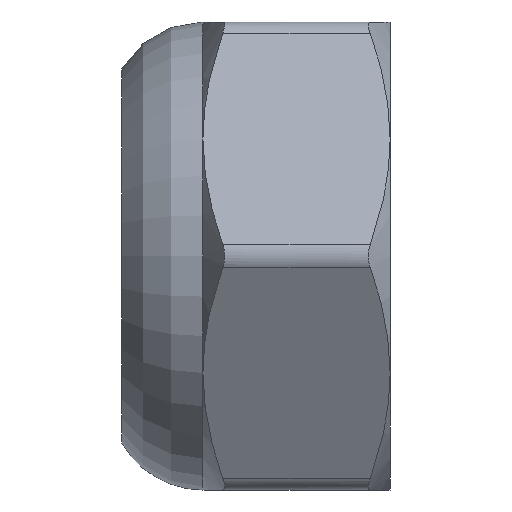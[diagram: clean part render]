
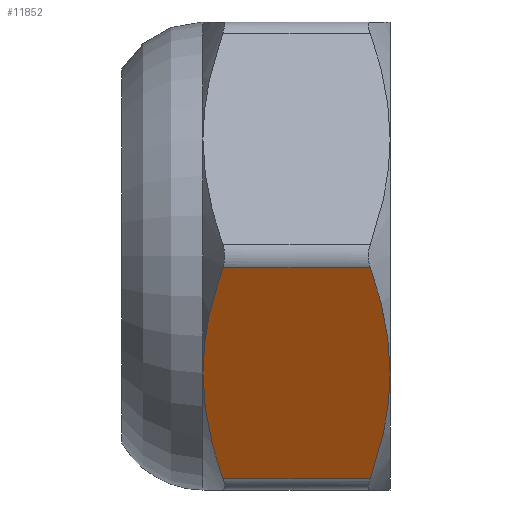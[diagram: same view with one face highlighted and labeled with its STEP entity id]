
A CAD part, left-side view. The second image highlights one B-rep face of the part: STEP entity #11852.
In plain terms, the highlighted planar face has unit normal (-0.866, 0, -0.5).
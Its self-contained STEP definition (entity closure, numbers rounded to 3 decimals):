
#406 = VERTEX_POINT ( 'NONE', #6980 ) ;
#528 = CARTESIAN_POINT ( 'NONE',  ( -3.455, 1.813, -4.016 ) ) ;
#905 = ORIENTED_EDGE ( 'NONE', *, *, #12503, .T. ) ;
#1206 = CARTESIAN_POINT ( 'NONE',  ( -5.629, 1.577, -0.25 ) ) ;
#1294 = VERTEX_POINT ( 'NONE', #13614 ) ;
#1756 = CARTESIAN_POINT ( 'NONE',  ( -4.22, 2., -2.691 ) ) ;
#2237 = CARTESIAN_POINT ( 'NONE',  ( -5.205, -1.813, -0.984 ) ) ;
#2444 = CARTESIAN_POINT ( 'NONE',  ( -4.775, 2., -1.73 ) ) ;
#2534 = CARTESIAN_POINT ( 'NONE',  ( -5.629, 1.577, -0.25 ) ) ;
#3103 = CARTESIAN_POINT ( 'NONE',  ( -5.629, 2., -0.25 ) ) ;
#3378 = CARTESIAN_POINT ( 'NONE',  ( -3.031, -1.577, -4.75 ) ) ;
#3386 = ORIENTED_EDGE ( 'NONE', *, *, #7858, .T. ) ;
#3593 = DIRECTION ( 'NONE',  ( 0.5, 0., -0.866 ) ) ;
#3626 = CARTESIAN_POINT ( 'NONE',  ( -4.552, -1.99, -2.116 ) ) ;
#3717 = CARTESIAN_POINT ( 'NONE',  ( -4.33, 2., -2.5 ) ) ;
#3745 = ORIENTED_EDGE ( 'NONE', *, *, #15304, .T. ) ;
#3948 = ORIENTED_EDGE ( 'NONE', *, *, #13433, .T. ) ;
#4232 = CARTESIAN_POINT ( 'NONE',  ( -4.108, 1.99, -2.884 ) ) ;
#4463 = EDGE_CURVE ( 'NONE', #13789, #10271, #11534, .T. ) ;
#4539 = ORIENTED_EDGE ( 'NONE', *, *, #4463, .T. ) ;
#4610 = CARTESIAN_POINT ( 'NONE',  ( -4.33, -2., -2.5 ) ) ;
#5835 = CARTESIAN_POINT ( 'NONE',  ( -3.886, -2., -3.27 ) ) ;
#5865 = B_SPLINE_CURVE_WITH_KNOTS ( 'NONE', 3,
 ( #7084, #15756, #3626, #7246, #9538, #2237, #8391, #8285 ),
 .UNSPECIFIED., .F., .F.,
 ( 4, 2, 2, 4 ),
 ( 0.003, 0.004, 0.004, 0.006 ),
 .UNSPECIFIED. ) ;
#6980 = CARTESIAN_POINT ( 'NONE',  ( -4.33, -2., -2.5 ) ) ;
#7084 = CARTESIAN_POINT ( 'NONE',  ( -4.33, -2., -2.5 ) ) ;
#7246 = CARTESIAN_POINT ( 'NONE',  ( -4.772, -1.952, -1.735 ) ) ;
#7333 = VERTEX_POINT ( 'NONE', #7717 ) ;
#7346 = CARTESIAN_POINT ( 'NONE',  ( -5.206, 1.837, -0.983 ) ) ;
#7661 = CARTESIAN_POINT ( 'NONE',  ( -3.031, 2., -4.75 ) ) ;
#7717 = CARTESIAN_POINT ( 'NONE',  ( -3.031, 1.577, -4.75 ) ) ;
#7858 = EDGE_CURVE ( 'NONE', #1294, #7333, #12371, .T. ) ;
#8037 = CARTESIAN_POINT ( 'NONE',  ( -3.78, 1.923, -3.453 ) ) ;
#8085 = CARTESIAN_POINT ( 'NONE',  ( -3.889, 1.952, -3.265 ) ) ;
#8285 = CARTESIAN_POINT ( 'NONE',  ( -5.629, -1.577, -0.25 ) ) ;
#8391 = CARTESIAN_POINT ( 'NONE',  ( -5.418, -1.707, -0.615 ) ) ;
#8774 = CARTESIAN_POINT ( 'NONE',  ( -5.629, -1.577, -0.25 ) ) ;
#9035 = EDGE_CURVE ( 'NONE', #14463, #406, #11798, .T. ) ;
#9142 = AXIS2_PLACEMENT_3D ( 'NONE', #13794, #11629, #3593 ) ;
#9538 = CARTESIAN_POINT ( 'NONE',  ( -4.881, -1.923, -1.547 ) ) ;
#10271 = VERTEX_POINT ( 'NONE', #2534 ) ;
#10325 = DIRECTION ( 'NONE',  ( 0., 1., 0. ) ) ;
#11534 = LINE ( 'NONE', #3103, #13442 ) ;
#11561 = EDGE_LOOP ( 'NONE', ( #3745, #4539, #3948, #3386, #905, #12324 ) ) ;
#11629 = DIRECTION ( 'NONE',  ( 0.866, 0., 0.5 ) ) ;
#11709 = CARTESIAN_POINT ( 'NONE',  ( -3.031, 1.577, -4.75 ) ) ;
#11798 = B_SPLINE_CURVE_WITH_KNOTS ( 'NONE', 3,
 ( #3378, #13035, #5835, #4610 ),
 .UNSPECIFIED., .F., .F.,
 ( 4, 4 ),
 ( 0., 0.003 ),
 .UNSPECIFIED. ) ;
#11852 = ADVANCED_FACE ( 'NONE', ( #15467 ), #15096, .F. ) ;
#12098 = B_SPLINE_CURVE_WITH_KNOTS ( 'NONE', 3,
 ( #1206, #7346, #2444, #3717 ),
 .UNSPECIFIED., .F., .F.,
 ( 4, 4 ),
 ( 0., 0.003 ),
 .UNSPECIFIED. ) ;
#12324 = ORIENTED_EDGE ( 'NONE', *, *, #9035, .T. ) ;
#12371 = B_SPLINE_CURVE_WITH_KNOTS ( 'NONE', 3,
 ( #15079, #1756, #4232, #8085, #8037, #528, #12769, #11709 ),
 .UNSPECIFIED., .F., .F.,
 ( 4, 2, 2, 4 ),
 ( 0.003, 0.004, 0.004, 0.006 ),
 .UNSPECIFIED. ) ;
#12503 = EDGE_CURVE ( 'NONE', #7333, #14463, #15455, .T. ) ;
#12769 = CARTESIAN_POINT ( 'NONE',  ( -3.242, 1.707, -4.385 ) ) ;
#13035 = CARTESIAN_POINT ( 'NONE',  ( -3.454, -1.837, -4.017 ) ) ;
#13433 = EDGE_CURVE ( 'NONE', #10271, #1294, #12098, .T. ) ;
#13442 = VECTOR ( 'NONE', #10325, 1000. ) ;
#13614 = CARTESIAN_POINT ( 'NONE',  ( -4.33, 2., -2.5 ) ) ;
#13789 = VERTEX_POINT ( 'NONE', #8774 ) ;
#13794 = CARTESIAN_POINT ( 'NONE',  ( -2.887, 2., -5. ) ) ;
#13910 = VECTOR ( 'NONE', #13970, 1000. ) ;
#13970 = DIRECTION ( 'NONE',  ( 0., -1., 0. ) ) ;
#14463 = VERTEX_POINT ( 'NONE', #15641 ) ;
#15079 = CARTESIAN_POINT ( 'NONE',  ( -4.33, 2., -2.5 ) ) ;
#15096 = PLANE ( 'NONE',  #9142 ) ;
#15304 = EDGE_CURVE ( 'NONE', #406, #13789, #5865, .T. ) ;
#15455 = LINE ( 'NONE', #7661, #13910 ) ;
#15467 = FACE_OUTER_BOUND ( 'NONE', #11561, .T. ) ;
#15641 = CARTESIAN_POINT ( 'NONE',  ( -3.031, -1.577, -4.75 ) ) ;
#15756 = CARTESIAN_POINT ( 'NONE',  ( -4.44, -2., -2.309 ) ) ;
